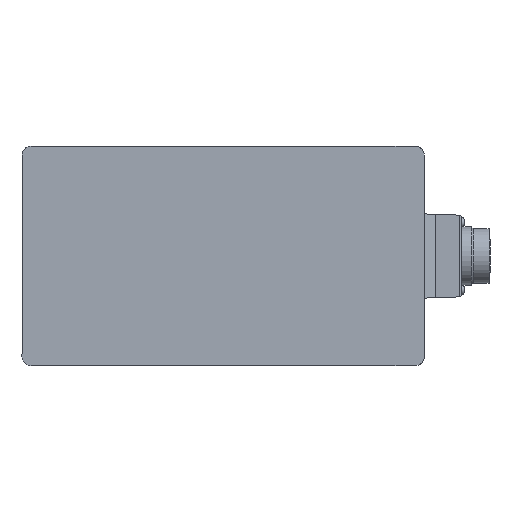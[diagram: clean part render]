
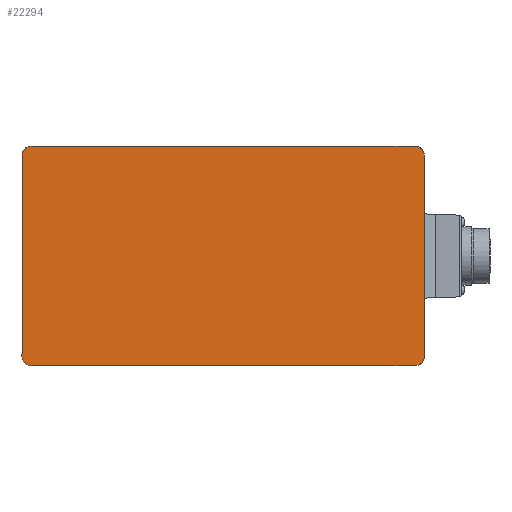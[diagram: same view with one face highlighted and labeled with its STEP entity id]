
A CAD part, front view. The second image highlights one B-rep face of the part: STEP entity #22294.
In plain terms, the highlighted face is planar.
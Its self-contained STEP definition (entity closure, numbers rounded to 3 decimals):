
#687 = DIRECTION ( 'NONE',  ( 0., 0., -1. ) ) ;
#720 = AXIS2_PLACEMENT_3D ( 'NONE', #19259, #33605, #4487 ) ;
#930 = CARTESIAN_POINT ( 'NONE',  ( -55., -40., -119. ) ) ;
#996 = VERTEX_POINT ( 'NONE', #18840 ) ;
#1158 = ORIENTED_EDGE ( 'NONE', *, *, #15976, .T. ) ;
#1955 = CARTESIAN_POINT ( 'NONE',  ( 55., 170., -119. ) ) ;
#1979 = EDGE_CURVE ( 'NONE', #20135, #24643, #28071, .T. ) ;
#2263 = FACE_OUTER_BOUND ( 'NONE', #26393, .T. ) ;
#2317 = DIRECTION ( 'NONE',  ( -1., 0., 0. ) ) ;
#3385 = VERTEX_POINT ( 'NONE', #3872 ) ;
#3765 = VECTOR ( 'NONE', #24112, 1000. ) ;
#3872 = CARTESIAN_POINT ( 'NONE',  ( 60., 170., -119. ) ) ;
#4405 = EDGE_CURVE ( 'NONE', #3385, #20135, #18283, .T. ) ;
#4487 = DIRECTION ( 'NONE',  ( -1., 0., 0. ) ) ;
#4831 = CARTESIAN_POINT ( 'NONE',  ( 60., -40., -119. ) ) ;
#4877 = ORIENTED_EDGE ( 'NONE', *, *, #32711, .T. ) ;
#5104 = DIRECTION ( 'NONE',  ( -1., 0., 0. ) ) ;
#5189 = AXIS2_PLACEMENT_3D ( 'NONE', #27429, #36301, #18591 ) ;
#6585 = CARTESIAN_POINT ( 'NONE',  ( 55., -45., -119. ) ) ;
#7719 = CIRCLE ( 'NONE', #20024, 5. ) ;
#8678 = VERTEX_POINT ( 'NONE', #23481 ) ;
#9372 = CARTESIAN_POINT ( 'NONE',  ( -55., 175., -119. ) ) ;
#9731 = VECTOR ( 'NONE', #35803, 1000. ) ;
#9954 = ORIENTED_EDGE ( 'NONE', *, *, #36552, .T. ) ;
#10299 = PLANE ( 'NONE',  #720 ) ;
#11446 = LINE ( 'NONE', #30180, #3765 ) ;
#14390 = DIRECTION ( 'NONE',  ( 0., 1., 0. ) ) ;
#15344 = ORIENTED_EDGE ( 'NONE', *, *, #22380, .T. ) ;
#15420 = DIRECTION ( 'NONE',  ( -1., 0., 0. ) ) ;
#15514 = EDGE_CURVE ( 'NONE', #20067, #28611, #7719, .T. ) ;
#15976 = EDGE_CURVE ( 'NONE', #24643, #17471, #17999, .T. ) ;
#17471 = VERTEX_POINT ( 'NONE', #18252 ) ;
#17999 = LINE ( 'NONE', #34785, #19857 ) ;
#18252 = CARTESIAN_POINT ( 'NONE',  ( -55., -45., -119. ) ) ;
#18283 = LINE ( 'NONE', #36068, #9731 ) ;
#18591 = DIRECTION ( 'NONE',  ( -1., 0., 0. ) ) ;
#18840 = CARTESIAN_POINT ( 'NONE',  ( -60., -40., -119. ) ) ;
#18872 = DIRECTION ( 'NONE',  ( 0., 0., -1. ) ) ;
#19259 = CARTESIAN_POINT ( 'NONE',  ( 55., -40., -119. ) ) ;
#19857 = VECTOR ( 'NONE', #34662, 1000. ) ;
#20024 = AXIS2_PLACEMENT_3D ( 'NONE', #36575, #27944, #2317 ) ;
#20067 = VERTEX_POINT ( 'NONE', #28404 ) ;
#20121 = CARTESIAN_POINT ( 'NONE',  ( -60., -40., -119. ) ) ;
#20135 = VERTEX_POINT ( 'NONE', #4831 ) ;
#20313 = ORIENTED_EDGE ( 'NONE', *, *, #4405, .T. ) ;
#21939 = VECTOR ( 'NONE', #14390, 1000. ) ;
#22294 = ADVANCED_FACE ( 'NONE', ( #2263 ), #10299, .T. ) ;
#22380 = EDGE_CURVE ( 'NONE', #8678, #3385, #37086, .T. ) ;
#22427 = ORIENTED_EDGE ( 'NONE', *, *, #15514, .T. ) ;
#23481 = CARTESIAN_POINT ( 'NONE',  ( 55., 175., -119. ) ) ;
#23857 = CIRCLE ( 'NONE', #24709, 5. ) ;
#24112 = DIRECTION ( 'NONE',  ( 1., 0., 0. ) ) ;
#24643 = VERTEX_POINT ( 'NONE', #6585 ) ;
#24709 = AXIS2_PLACEMENT_3D ( 'NONE', #930, #687, #15420 ) ;
#26393 = EDGE_LOOP ( 'NONE', ( #29340, #1158, #4877, #34594, #22427, #9954, #15344, #20313 ) ) ;
#27429 = CARTESIAN_POINT ( 'NONE',  ( 55., -40., -119. ) ) ;
#27657 = EDGE_CURVE ( 'NONE', #996, #20067, #33638, .T. ) ;
#27944 = DIRECTION ( 'NONE',  ( 0., 0., -1. ) ) ;
#28071 = CIRCLE ( 'NONE', #5189, 5. ) ;
#28404 = CARTESIAN_POINT ( 'NONE',  ( -60., 170., -119. ) ) ;
#28611 = VERTEX_POINT ( 'NONE', #9372 ) ;
#29340 = ORIENTED_EDGE ( 'NONE', *, *, #1979, .T. ) ;
#30180 = CARTESIAN_POINT ( 'NONE',  ( -55., 175., -119. ) ) ;
#32711 = EDGE_CURVE ( 'NONE', #17471, #996, #23857, .T. ) ;
#33605 = DIRECTION ( 'NONE',  ( 0., 0., -1. ) ) ;
#33638 = LINE ( 'NONE', #20121, #21939 ) ;
#34128 = AXIS2_PLACEMENT_3D ( 'NONE', #1955, #18872, #5104 ) ;
#34594 = ORIENTED_EDGE ( 'NONE', *, *, #27657, .T. ) ;
#34662 = DIRECTION ( 'NONE',  ( -1., 0., 0. ) ) ;
#34785 = CARTESIAN_POINT ( 'NONE',  ( 55., -45., -119. ) ) ;
#35803 = DIRECTION ( 'NONE',  ( 0., -1., 0. ) ) ;
#36068 = CARTESIAN_POINT ( 'NONE',  ( 60., 170., -119. ) ) ;
#36301 = DIRECTION ( 'NONE',  ( 0., 0., -1. ) ) ;
#36552 = EDGE_CURVE ( 'NONE', #28611, #8678, #11446, .T. ) ;
#36575 = CARTESIAN_POINT ( 'NONE',  ( -55., 170., -119. ) ) ;
#37086 = CIRCLE ( 'NONE', #34128, 5. ) ;
